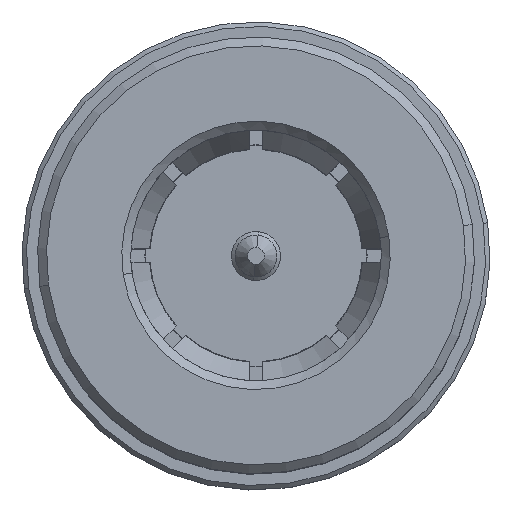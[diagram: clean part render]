
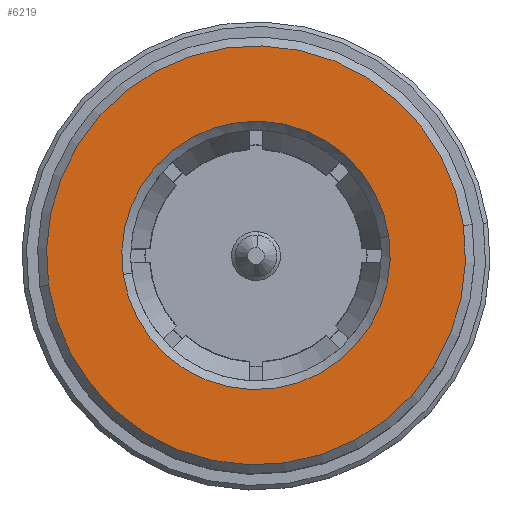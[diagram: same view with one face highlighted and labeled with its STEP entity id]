
A CAD part, top view. The second image highlights one B-rep face of the part: STEP entity #6219.
In plain terms, the highlighted planar face has unit normal (0, 0, 1).
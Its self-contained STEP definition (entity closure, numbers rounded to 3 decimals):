
#434 = CARTESIAN_POINT ( 'NONE',  ( 0., 0., 2.85 ) ) ;
#727 = AXIS2_PLACEMENT_3D ( 'NONE', #434, #4853, #1061 ) ;
#823 = CARTESIAN_POINT ( 'NONE',  ( 2.98, 0.426, 2.85 ) ) ;
#961 = CARTESIAN_POINT ( 'NONE',  ( 4.653, 0.665, 2.85 ) ) ;
#1061 = DIRECTION ( 'NONE',  ( 0.99, 0.142, 0. ) ) ;
#1585 = CIRCLE ( 'NONE', #727, 4.7 ) ;
#1637 = CARTESIAN_POINT ( 'NONE',  ( -4.653, -0.665, 2.85 ) ) ;
#1656 = DIRECTION ( 'NONE',  ( 0., 0., 1. ) ) ;
#1672 = EDGE_LOOP ( 'NONE', ( #5397, #5488 ) ) ;
#1712 = CIRCLE ( 'NONE', #2855, 3.01 ) ;
#2058 = CARTESIAN_POINT ( 'NONE',  ( 0., 0., 2.85 ) ) ;
#2135 = EDGE_CURVE ( 'NONE', #6172, #2433, #1712, .T. ) ;
#2260 = AXIS2_PLACEMENT_3D ( 'NONE', #6290, #2496, #6933 ) ;
#2433 = VERTEX_POINT ( 'NONE', #823 ) ;
#2496 = DIRECTION ( 'NONE',  ( 0., 0., -1. ) ) ;
#2663 = DIRECTION ( 'NONE',  ( 0.99, 0.142, 0. ) ) ;
#2848 = EDGE_CURVE ( 'NONE', #2433, #6172, #6707, .T. ) ;
#2855 = AXIS2_PLACEMENT_3D ( 'NONE', #2058, #6469, #2663 ) ;
#3218 = DIRECTION ( 'NONE',  ( 0., 0., 1. ) ) ;
#3940 = AXIS2_PLACEMENT_3D ( 'NONE', #5441, #1656, #6081 ) ;
#4109 = ORIENTED_EDGE ( 'NONE', *, *, #5520, .T. ) ;
#4392 = CARTESIAN_POINT ( 'NONE',  ( -2.98, -0.426, 2.85 ) ) ;
#4470 = PLANE ( 'NONE',  #6301 ) ;
#4483 = FACE_BOUND ( 'NONE', #1672, .T. ) ;
#4497 = VERTEX_POINT ( 'NONE', #1637 ) ;
#4853 = DIRECTION ( 'NONE',  ( 0., 0., 1. ) ) ;
#4999 = VERTEX_POINT ( 'NONE', #961 ) ;
#5030 = EDGE_CURVE ( 'NONE', #4999, #4497, #7449, .T. ) ;
#5397 = ORIENTED_EDGE ( 'NONE', *, *, #2848, .T. ) ;
#5441 = CARTESIAN_POINT ( 'NONE',  ( 0., 0., 2.85 ) ) ;
#5488 = ORIENTED_EDGE ( 'NONE', *, *, #2135, .T. ) ;
#5520 = EDGE_CURVE ( 'NONE', #4497, #4999, #1585, .T. ) ;
#6081 = DIRECTION ( 'NONE',  ( 0.99, 0.142, 0. ) ) ;
#6172 = VERTEX_POINT ( 'NONE', #4392 ) ;
#6219 = ADVANCED_FACE ( 'NONE', ( #4483, #7673 ), #4470, .T. ) ;
#6290 = CARTESIAN_POINT ( 'NONE',  ( 0., 0., 2.85 ) ) ;
#6301 = AXIS2_PLACEMENT_3D ( 'NONE', #7038, #3218, #7675 ) ;
#6469 = DIRECTION ( 'NONE',  ( 0., 0., -1. ) ) ;
#6707 = CIRCLE ( 'NONE', #2260, 3.01 ) ;
#6933 = DIRECTION ( 'NONE',  ( 0.99, 0.142, 0. ) ) ;
#7038 = CARTESIAN_POINT ( 'NONE',  ( -0.398, 2.782, 2.85 ) ) ;
#7449 = CIRCLE ( 'NONE', #3940, 4.7 ) ;
#7673 = FACE_OUTER_BOUND ( 'NONE', #8059, .T. ) ;
#7675 = DIRECTION ( 'NONE',  ( 0.99, 0.142, 0. ) ) ;
#7850 = ORIENTED_EDGE ( 'NONE', *, *, #5030, .T. ) ;
#8059 = EDGE_LOOP ( 'NONE', ( #4109, #7850 ) ) ;
